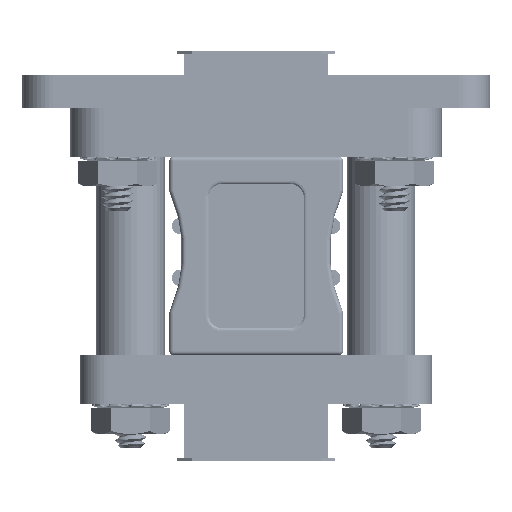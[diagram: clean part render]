
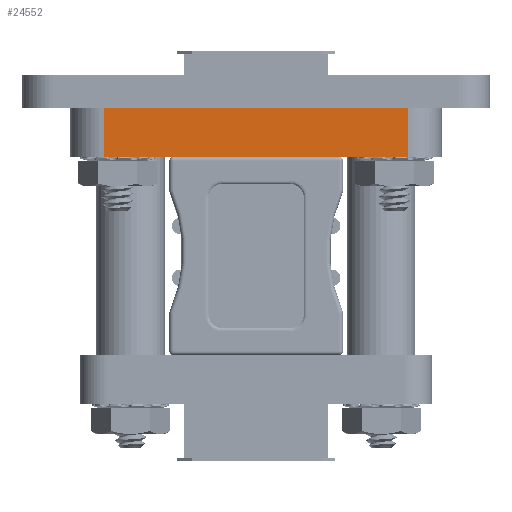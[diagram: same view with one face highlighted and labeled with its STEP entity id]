
A CAD part, left-side view. The second image highlights one B-rep face of the part: STEP entity #24552.
In plain terms, the highlighted planar face has unit normal (-1, 0, 0).
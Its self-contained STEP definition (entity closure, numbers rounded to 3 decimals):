
#371 = PLANE ( 'NONE',  #7543 ) ;
#1617 = CARTESIAN_POINT ( 'NONE',  ( -196.414, 104.46, 4.572 ) ) ;
#2603 = VECTOR ( 'NONE', #10657, 1000. ) ;
#3837 = VERTEX_POINT ( 'NONE', #29327 ) ;
#4002 = LINE ( 'NONE', #23783, #36297 ) ;
#4731 = VERTEX_POINT ( 'NONE', #27015 ) ;
#4753 = DIRECTION ( 'NONE',  ( 0., -1., 0. ) ) ;
#6661 = DIRECTION ( 'NONE',  ( 0., 0., -1. ) ) ;
#7098 = EDGE_CURVE ( 'NONE', #3837, #4731, #39203, .T. ) ;
#7543 = AXIS2_PLACEMENT_3D ( 'NONE', #25187, #38722, #22858 ) ;
#7637 = EDGE_CURVE ( 'NONE', #24011, #39492, #29939, .T. ) ;
#7759 = DIRECTION ( 'NONE',  ( 0., 0., -1. ) ) ;
#9266 = EDGE_CURVE ( 'NONE', #24011, #3837, #38350, .T. ) ;
#10657 = DIRECTION ( 'NONE',  ( 0., -1., 0. ) ) ;
#17998 = EDGE_CURVE ( 'NONE', #39492, #4731, #4002, .T. ) ;
#20576 = CARTESIAN_POINT ( 'NONE',  ( -196.414, 132.908, 4.572 ) ) ;
#22858 = DIRECTION ( 'NONE',  ( 0., 0., -1. ) ) ;
#23783 = CARTESIAN_POINT ( 'NONE',  ( -196.414, 104.46, 4.572 ) ) ;
#24011 = VERTEX_POINT ( 'NONE', #37132 ) ;
#24552 = ADVANCED_FACE ( 'NONE', ( #28896 ), #371, .F. ) ;
#25187 = CARTESIAN_POINT ( 'NONE',  ( -196.414, 132.908, 4.572 ) ) ;
#26766 = ORIENTED_EDGE ( 'NONE', *, *, #17998, .F. ) ;
#27015 = CARTESIAN_POINT ( 'NONE',  ( -196.414, 104.46, 0. ) ) ;
#27078 = CARTESIAN_POINT ( 'NONE',  ( -196.414, 132.908, 0. ) ) ;
#28896 = FACE_OUTER_BOUND ( 'NONE', #36288, .T. ) ;
#29327 = CARTESIAN_POINT ( 'NONE',  ( -196.414, 132.908, 0. ) ) ;
#29939 = LINE ( 'NONE', #20576, #38489 ) ;
#31078 = ORIENTED_EDGE ( 'NONE', *, *, #9266, .T. ) ;
#33673 = ORIENTED_EDGE ( 'NONE', *, *, #7637, .F. ) ;
#35228 = CARTESIAN_POINT ( 'NONE',  ( -196.414, 132.908, 4.572 ) ) ;
#36288 = EDGE_LOOP ( 'NONE', ( #37383, #26766, #33673, #31078 ) ) ;
#36297 = VECTOR ( 'NONE', #7759, 1000. ) ;
#37132 = CARTESIAN_POINT ( 'NONE',  ( -196.414, 132.908, 4.572 ) ) ;
#37383 = ORIENTED_EDGE ( 'NONE', *, *, #7098, .T. ) ;
#38350 = LINE ( 'NONE', #35228, #40544 ) ;
#38489 = VECTOR ( 'NONE', #4753, 1000. ) ;
#38722 = DIRECTION ( 'NONE',  ( 1., 0., 0. ) ) ;
#39203 = LINE ( 'NONE', #27078, #2603 ) ;
#39492 = VERTEX_POINT ( 'NONE', #1617 ) ;
#40544 = VECTOR ( 'NONE', #6661, 1000. ) ;
